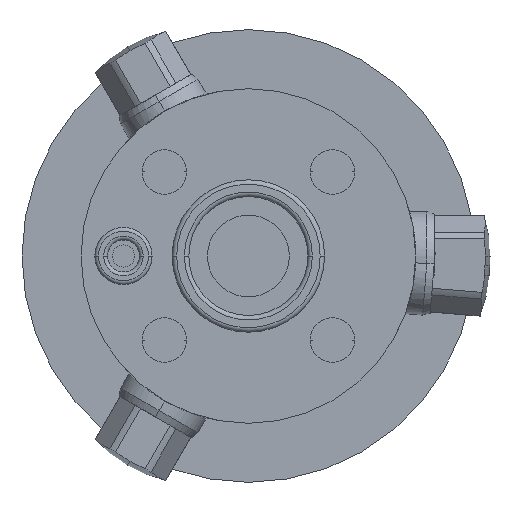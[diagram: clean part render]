
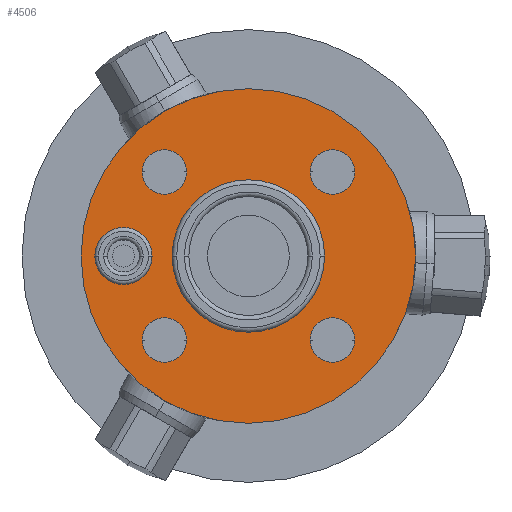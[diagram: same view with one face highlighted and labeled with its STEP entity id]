
A CAD part, front view. The second image highlights one B-rep face of the part: STEP entity #4506.
In plain terms, the highlighted planar face has unit normal (0, -1, 0).
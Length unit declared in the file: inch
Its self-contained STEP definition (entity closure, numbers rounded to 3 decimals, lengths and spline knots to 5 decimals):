
#1401=CARTESIAN_POINT('',(0.,0.,0.));
#1402=DIRECTION('',(0.,1.,0.));
#1403=DIRECTION('',(1.,0.,0.));
#1404=AXIS2_PLACEMENT_3D('',#1401,#1402,#1403);
#1416=CARTESIAN_POINT('',(0.,0.,0.));
#1417=DIRECTION('',(0.,-1.,0.));
#1418=DIRECTION('',(1.,0.,0.));
#1419=AXIS2_PLACEMENT_3D('',#1416,#1417,#1418);
#1447=CARTESIAN_POINT('',(0.44488,0.,0.44488));
#1448=DIRECTION('',(0.,-1.,0.));
#1449=DIRECTION('',(-1.,0.,0.));
#1450=AXIS2_PLACEMENT_3D('',#1447,#1448,#1449);
#1455=CARTESIAN_POINT('',(0.44488,0.,0.44488));
#1456=DIRECTION('',(0.,-1.,0.));
#1457=DIRECTION('',(1.,0.,0.));
#1458=AXIS2_PLACEMENT_3D('',#1455,#1456,#1457);
#1463=CARTESIAN_POINT('',(-0.44488,0.,0.44488));
#1464=DIRECTION('',(0.,-1.,0.));
#1465=DIRECTION('',(-1.,0.,0.));
#1466=AXIS2_PLACEMENT_3D('',#1463,#1464,#1465);
#1471=CARTESIAN_POINT('',(-0.44488,0.,0.44488));
#1472=DIRECTION('',(0.,-1.,0.));
#1473=DIRECTION('',(1.,0.,0.));
#1474=AXIS2_PLACEMENT_3D('',#1471,#1472,#1473);
#1479=CARTESIAN_POINT('',(0.44488,0.,-0.44488));
#1480=DIRECTION('',(0.,-1.,0.));
#1481=DIRECTION('',(-1.,0.,0.));
#1482=AXIS2_PLACEMENT_3D('',#1479,#1480,#1481);
#1487=CARTESIAN_POINT('',(0.44488,0.,-0.44488));
#1488=DIRECTION('',(0.,-1.,0.));
#1489=DIRECTION('',(1.,0.,0.));
#1490=AXIS2_PLACEMENT_3D('',#1487,#1488,#1489);
#1495=CARTESIAN_POINT('',(-0.44488,0.,-0.44488));
#1496=DIRECTION('',(0.,-1.,0.));
#1497=DIRECTION('',(-1.,0.,0.));
#1498=AXIS2_PLACEMENT_3D('',#1495,#1496,#1497);
#1503=CARTESIAN_POINT('',(-0.44488,0.,-0.44488));
#1504=DIRECTION('',(0.,-1.,0.));
#1505=DIRECTION('',(1.,0.,0.));
#1506=AXIS2_PLACEMENT_3D('',#1503,#1504,#1505);
#1527=CARTESIAN_POINT('',(-0.66142,0.,0.));
#1528=DIRECTION('',(0.,1.,0.));
#1529=DIRECTION('',(1.,0.,0.));
#1530=AXIS2_PLACEMENT_3D('',#1527,#1528,#1529);
#1535=CARTESIAN_POINT('',(-0.66142,0.,0.));
#1536=DIRECTION('',(0.,1.,0.));
#1537=DIRECTION('',(-1.,0.,0.));
#1538=AXIS2_PLACEMENT_3D('',#1535,#1536,#1537);
#1543=CARTESIAN_POINT('',(0.,0.,0.));
#1544=DIRECTION('',(0.,1.,0.));
#1545=DIRECTION('',(-1.,0.,0.));
#1546=AXIS2_PLACEMENT_3D('',#1543,#1544,#1545);
#1551=CARTESIAN_POINT('',(0.,0.,0.));
#1552=DIRECTION('',(0.,1.,0.));
#1553=DIRECTION('',(1.,0.,0.));
#1554=AXIS2_PLACEMENT_3D('',#1551,#1552,#1553);
#2885=CARTESIAN_POINT('',(0.88583,0.,0.));
#2887=VERTEX_POINT('',#2885);
#2901=CARTESIAN_POINT('',(-0.88583,0.,0.));
#2903=VERTEX_POINT('',#2901);
#2939=CARTESIAN_POINT('',(0.32677,0.,0.44488));
#2940=CARTESIAN_POINT('',(0.56299,0.,0.44488));
#2941=VERTEX_POINT('',#2939);
#2942=VERTEX_POINT('',#2940);
#2953=CARTESIAN_POINT('',(-0.56299,0.,0.44488));
#2954=VERTEX_POINT('',#2953);
#2955=CARTESIAN_POINT('',(-0.32677,0.,0.44488));
#2956=VERTEX_POINT('',#2955);
#2967=CARTESIAN_POINT('',(0.32677,0.,-0.44488));
#2968=VERTEX_POINT('',#2967);
#2969=CARTESIAN_POINT('',(0.56299,0.,-0.44488));
#2970=VERTEX_POINT('',#2969);
#2981=CARTESIAN_POINT('',(-0.56299,0.,-0.44488));
#2982=VERTEX_POINT('',#2981);
#2983=CARTESIAN_POINT('',(-0.32677,0.,-0.44488));
#2984=VERTEX_POINT('',#2983);
#2997=CARTESIAN_POINT('',(-0.52953,0.,0.));
#2998=CARTESIAN_POINT('',(-0.79331,0.,0.));
#2999=VERTEX_POINT('',#2997);
#3000=VERTEX_POINT('',#2998);
#3021=CARTESIAN_POINT('',(-0.37992,0.,0.));
#3022=CARTESIAN_POINT('',(0.37992,0.,0.));
#3023=VERTEX_POINT('',#3021);
#3024=VERTEX_POINT('',#3022);
#4461=CARTESIAN_POINT('',(0.,0.,0.));
#4462=DIRECTION('',(0.,1.,0.));
#4463=DIRECTION('',(1.,0.,0.));
#4464=AXIS2_PLACEMENT_3D('',#4461,#4462,#4463);
#4465=PLANE('',#4464);
#4466=ORIENTED_EDGE('',*,*,#4443,.T.);
#4467=ORIENTED_EDGE('',*,*,#4454,.F.);
#4468=EDGE_LOOP('',(#4466,#4467));
#4469=FACE_OUTER_BOUND('',#4468,.F.);
#4471=ORIENTED_EDGE('',*,*,#4470,.T.);
#4473=ORIENTED_EDGE('',*,*,#4472,.T.);
#4474=EDGE_LOOP('',(#4471,#4473));
#4475=FACE_BOUND('',#4474,.F.);
#4477=ORIENTED_EDGE('',*,*,#4476,.T.);
#4479=ORIENTED_EDGE('',*,*,#4478,.T.);
#4480=EDGE_LOOP('',(#4477,#4479));
#4481=FACE_BOUND('',#4480,.F.);
#4483=ORIENTED_EDGE('',*,*,#4482,.T.);
#4485=ORIENTED_EDGE('',*,*,#4484,.T.);
#4486=EDGE_LOOP('',(#4483,#4485));
#4487=FACE_BOUND('',#4486,.F.);
#4489=ORIENTED_EDGE('',*,*,#4488,.T.);
#4491=ORIENTED_EDGE('',*,*,#4490,.T.);
#4492=EDGE_LOOP('',(#4489,#4491));
#4493=FACE_BOUND('',#4492,.F.);
#4495=ORIENTED_EDGE('',*,*,#4494,.F.);
#4497=ORIENTED_EDGE('',*,*,#4496,.F.);
#4498=EDGE_LOOP('',(#4495,#4497));
#4499=FACE_BOUND('',#4498,.F.);
#4501=ORIENTED_EDGE('',*,*,#4500,.F.);
#4503=ORIENTED_EDGE('',*,*,#4502,.F.);
#4504=EDGE_LOOP('',(#4501,#4503));
#4505=FACE_BOUND('',#4504,.F.);
#1405=CIRCLE('',#1404,0.88583);
#1420=CIRCLE('',#1419,0.88583);
#1451=CIRCLE('',#1450,0.11811);
#1459=CIRCLE('',#1458,0.11811);
#1467=CIRCLE('',#1466,0.11811);
#1475=CIRCLE('',#1474,0.11811);
#1483=CIRCLE('',#1482,0.11811);
#1491=CIRCLE('',#1490,0.11811);
#1499=CIRCLE('',#1498,0.11811);
#1507=CIRCLE('',#1506,0.11811);
#1531=CIRCLE('',#1530,0.13189);
#1539=CIRCLE('',#1538,0.13189);
#1547=CIRCLE('',#1546,0.37992);
#1555=CIRCLE('',#1554,0.37992);
#4443=EDGE_CURVE('',#2887,#2903,#1405,.T.);
#4454=EDGE_CURVE('',#2887,#2903,#1420,.T.);
#4470=EDGE_CURVE('',#2941,#2942,#1451,.T.);
#4472=EDGE_CURVE('',#2942,#2941,#1459,.T.);
#4476=EDGE_CURVE('',#2954,#2956,#1467,.T.);
#4478=EDGE_CURVE('',#2956,#2954,#1475,.T.);
#4482=EDGE_CURVE('',#2968,#2970,#1483,.T.);
#4484=EDGE_CURVE('',#2970,#2968,#1491,.T.);
#4488=EDGE_CURVE('',#2982,#2984,#1499,.T.);
#4490=EDGE_CURVE('',#2984,#2982,#1507,.T.);
#4494=EDGE_CURVE('',#2999,#3000,#1531,.T.);
#4496=EDGE_CURVE('',#3000,#2999,#1539,.T.);
#4500=EDGE_CURVE('',#3023,#3024,#1547,.T.);
#4502=EDGE_CURVE('',#3024,#3023,#1555,.T.);
#4506=ADVANCED_FACE('',(#4469,#4475,#4481,#4487,#4493,#4499,#4505),#4465,.F.);
